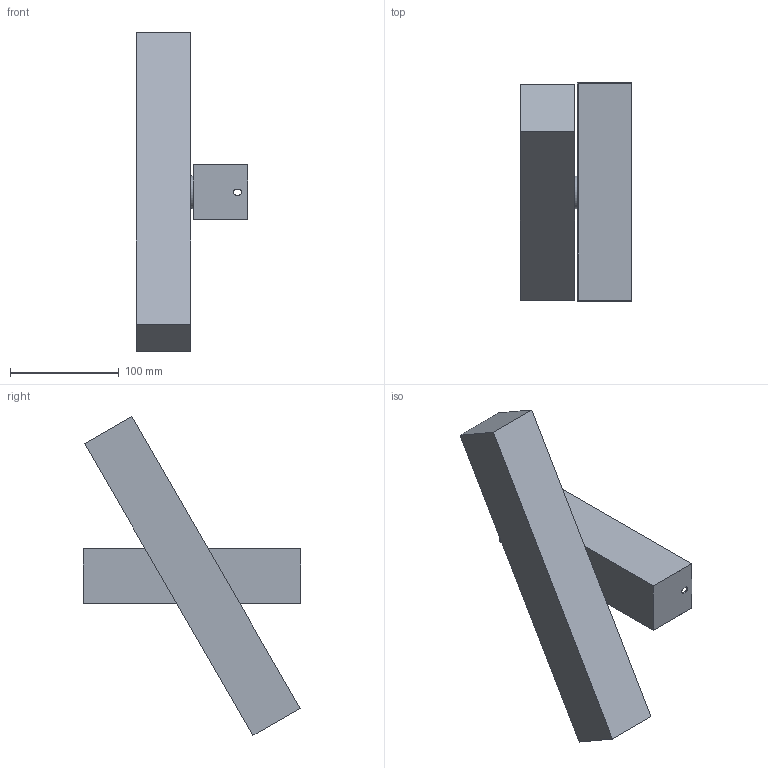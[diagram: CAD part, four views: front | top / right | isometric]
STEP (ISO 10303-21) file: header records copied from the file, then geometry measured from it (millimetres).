
FILE_DESCRIPTION (( 'STEP AP214' ), '1' );
FILE_NAME ('SunatHome Orbis Cross_d.STEP', '2021-08-10T15:10:24', ( '' ), ( '' ), 'SwSTEP 2.0', 'SolidWorks 2020', '' );
FILE_SCHEMA (( 'AUTOMOTIVE_DESIGN' ));
Length unit declared in the file: millimetre
Products named in the file (1): SunatHome Orbis Cross_d
Bounding box: 102.5 x 200 x 292.6 mm (x, y, z)
Volume: 802123 mm3; surface area: 136697.2 mm2
Topology: 2 solids, 2 shells, 39 faces, 93 edges, 62 vertices
Faces by surface type: plane 28, cylinder 11
Full cylindrical faces by diameter (mm): 30 x1
Entity records: 1183 total; most frequent: DIRECTION 198, CARTESIAN_POINT 194, ORIENTED_EDGE 184, EDGE_CURVE 92, VECTOR 66, LINE 66, AXIS2_PLACEMENT_3D 66, VERTEX_POINT 62
